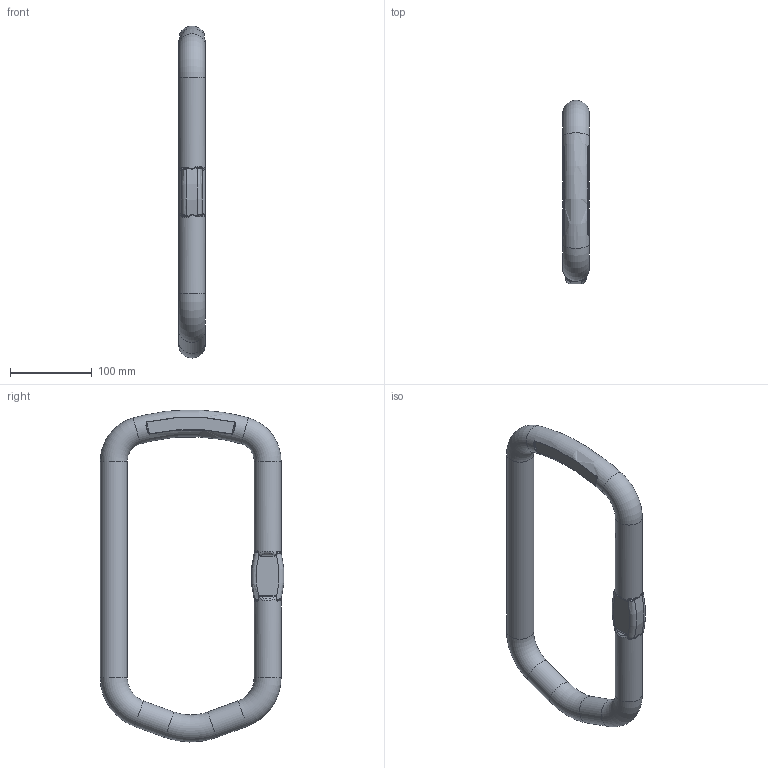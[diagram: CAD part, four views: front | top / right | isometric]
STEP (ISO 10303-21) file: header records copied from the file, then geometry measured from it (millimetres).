
FILE_DESCRIPTION(/* description */ (''),/* implementation_level */ '2;1');
FILE_NAME(/* name */ 'VLWP_1-16.stp',/* time_stamp */ '2018-02-23T11:35:56+01:00',/* author */ (''),/* organization */ (''),/* preprocessor_version */ 'ST-DEVELOPER v16',/* originating_system */ 'SIEMENS PLM Software NX 11.0',/* authorisation */ '');
FILE_SCHEMA (('AUTOMOTIVE_DESIGN { 1 0 10303 214 3 1 1 1 }'));
Length unit declared in the file: millimetre
Products named in the file (1): kch3EC42524llsb
Bounding box: 33 x 224.13 x 405.8 mm (x, y, z)
Volume: 863093 mm3; surface area: 105504.1 mm2
Topology: 1 solids, 1 shells, 209 faces, 512 edges, 304 vertices
Faces by surface type: bspline 94, plane 50, torus 22, extrusion 20, cylinder 15, cone 8
Full cylindrical faces by diameter (mm): 33 x5
Entity records: 8530 total; most frequent: CARTESIAN_POINT 4581, ORIENTED_EDGE 978, DIRECTION 540, EDGE_CURVE 489, VERTEX_POINT 300, B_SPLINE_CURVE_WITH_KNOTS 290, EDGE_LOOP 229, AXIS2_PLACEMENT_3D 215
